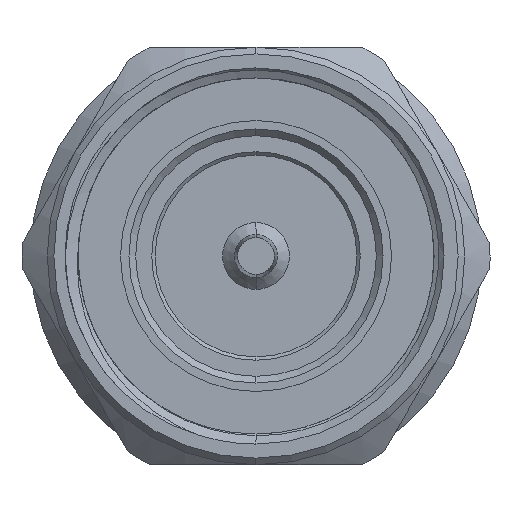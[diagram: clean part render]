
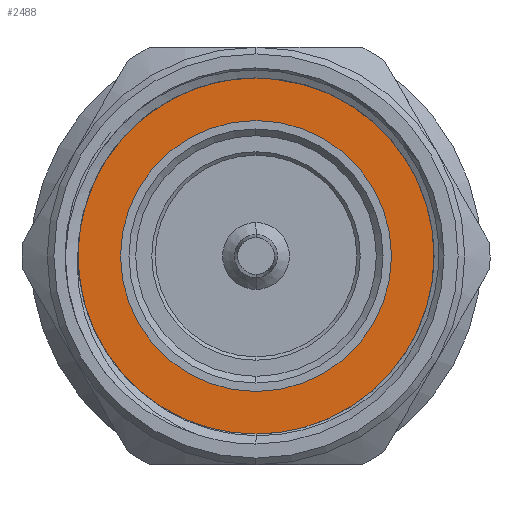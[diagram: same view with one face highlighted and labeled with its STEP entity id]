
A CAD part, left-side view. The second image highlights one B-rep face of the part: STEP entity #2488.
In plain terms, the highlighted planar face has unit normal (-1, 0, 0).
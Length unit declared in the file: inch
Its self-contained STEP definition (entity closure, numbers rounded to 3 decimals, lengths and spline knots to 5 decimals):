
#278 = CARTESIAN_POINT ( 'NONE',  ( 0.39764, 0., 0. ) ) ;
#422 = CARTESIAN_POINT ( 'NONE',  ( 0.39764, 0., 0.57237 ) ) ;
#501 = EDGE_CURVE ( 'NONE', #5207, #2178, #1827, .T. ) ;
#644 = DIRECTION ( 'NONE',  ( 0., 0., 1. ) ) ;
#829 = AXIS2_PLACEMENT_3D ( 'NONE', #1078, #5275, #1493 ) ;
#914 = AXIS2_PLACEMENT_3D ( 'NONE', #2553, #1767, #5952 ) ;
#1078 = CARTESIAN_POINT ( 'NONE',  ( 0.39764, 0., 0. ) ) ;
#1299 = DIRECTION ( 'NONE',  ( 0., 0., 1. ) ) ;
#1493 = DIRECTION ( 'NONE',  ( 0., 0., 1. ) ) ;
#1538 = AXIS2_PLACEMENT_3D ( 'NONE', #3804, #1668, #644 ) ;
#1615 = CARTESIAN_POINT ( 'NONE',  ( 0.39764, 0., 0. ) ) ;
#1668 = DIRECTION ( 'NONE',  ( -1., 0., 0. ) ) ;
#1767 = DIRECTION ( 'NONE',  ( -1., 0., 0. ) ) ;
#1827 = CIRCLE ( 'NONE', #829, 0.40551 ) ;
#2103 = ORIENTED_EDGE ( 'NONE', *, *, #3687, .F. ) ;
#2178 = VERTEX_POINT ( 'NONE', #4043 ) ;
#2488 = ADVANCED_FACE ( 'NONE', ( #6668, #3016 ), #4337, .T. ) ;
#2553 = CARTESIAN_POINT ( 'NONE',  ( 0.39764, 0., 0. ) ) ;
#3016 = FACE_BOUND ( 'NONE', #5342, .T. ) ;
#3090 = CIRCLE ( 'NONE', #914, 0.57237 ) ;
#3262 = EDGE_CURVE ( 'NONE', #4084, #3477, #3090, .T. ) ;
#3312 = DIRECTION ( 'NONE',  ( -1., 0., 0. ) ) ;
#3477 = VERTEX_POINT ( 'NONE', #6449 ) ;
#3578 = CARTESIAN_POINT ( 'NONE',  ( 0.39764, 0., 0.40551 ) ) ;
#3687 = EDGE_CURVE ( 'NONE', #2178, #5207, #3831, .T. ) ;
#3804 = CARTESIAN_POINT ( 'NONE',  ( 0.39764, 0., 0. ) ) ;
#3831 = CIRCLE ( 'NONE', #4844, 0.40551 ) ;
#3896 = CIRCLE ( 'NONE', #1538, 0.57237 ) ;
#4043 = CARTESIAN_POINT ( 'NONE',  ( 0.39764, 0., -0.40551 ) ) ;
#4084 = VERTEX_POINT ( 'NONE', #422 ) ;
#4337 = PLANE ( 'NONE',  #5028 ) ;
#4384 = EDGE_LOOP ( 'NONE', ( #5076, #5814 ) ) ;
#4532 = DIRECTION ( 'NONE',  ( -1., 0., 0. ) ) ;
#4844 = AXIS2_PLACEMENT_3D ( 'NONE', #278, #4532, #1299 ) ;
#4860 = DIRECTION ( 'NONE',  ( 0., 0., 1. ) ) ;
#5028 = AXIS2_PLACEMENT_3D ( 'NONE', #1615, #3312, #4860 ) ;
#5076 = ORIENTED_EDGE ( 'NONE', *, *, #3262, .T. ) ;
#5207 = VERTEX_POINT ( 'NONE', #3578 ) ;
#5275 = DIRECTION ( 'NONE',  ( -1., 0., 0. ) ) ;
#5342 = EDGE_LOOP ( 'NONE', ( #2103, #5930 ) ) ;
#5814 = ORIENTED_EDGE ( 'NONE', *, *, #6808, .T. ) ;
#5930 = ORIENTED_EDGE ( 'NONE', *, *, #501, .F. ) ;
#5952 = DIRECTION ( 'NONE',  ( 0., 0., 1. ) ) ;
#6449 = CARTESIAN_POINT ( 'NONE',  ( 0.39764, 0., -0.57237 ) ) ;
#6668 = FACE_OUTER_BOUND ( 'NONE', #4384, .T. ) ;
#6808 = EDGE_CURVE ( 'NONE', #3477, #4084, #3896, .T. ) ;
